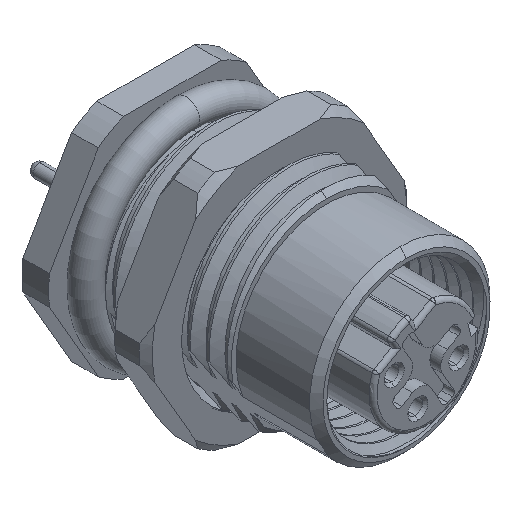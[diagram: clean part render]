
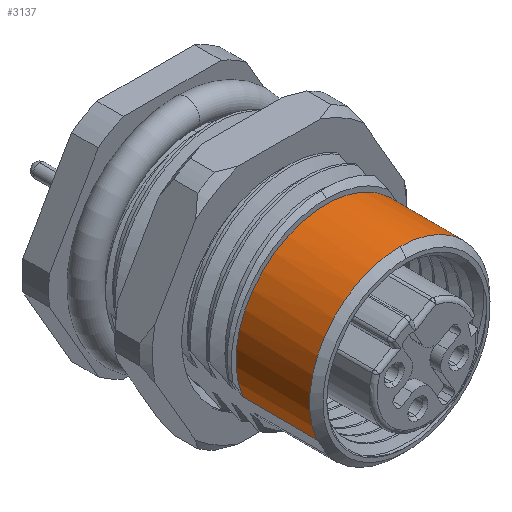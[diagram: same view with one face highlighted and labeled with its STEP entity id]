
A CAD part, isometric view. The second image highlights one B-rep face of the part: STEP entity #3137.
In plain terms, the highlighted cylindrical face has radius 6.75 mm (diameter 13.5 mm), a partial arc.
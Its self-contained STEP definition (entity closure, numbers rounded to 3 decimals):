
#1685 = ORIENTED_EDGE ( 'NONE', *, *, #5934, .T. ) ;
#2903 = VERTEX_POINT ( 'NONE', #23823 ) ;
#3137 = ADVANCED_FACE ( 'NONE', ( #13848 ), #10656, .T. ) ;
#3502 = CIRCLE ( 'NONE', #14852, 6.75 ) ;
#4966 = CARTESIAN_POINT ( 'NONE',  ( 0., -10.398, -9. ) ) ;
#5318 = DIRECTION ( 'NONE',  ( 0., 1., 0. ) ) ;
#5709 = DIRECTION ( 'NONE',  ( 0., 1., 0. ) ) ;
#5791 = ORIENTED_EDGE ( 'NONE', *, *, #11647, .T. ) ;
#5934 = EDGE_CURVE ( 'NONE', #31441, #2903, #16497, .T. ) ;
#6094 = CARTESIAN_POINT ( 'NONE',  ( 5.392, -10.398, -4.94 ) ) ;
#8176 = DIRECTION ( 'NONE',  ( 0., 0., -1. ) ) ;
#10656 = CYLINDRICAL_SURFACE ( 'NONE', #32056, 6.75 ) ;
#10719 = EDGE_CURVE ( 'NONE', #2903, #23913, #3502, .T. ) ;
#11647 = EDGE_CURVE ( 'NONE', #23913, #26859, #27996, .T. ) ;
#12148 = CARTESIAN_POINT ( 'NONE',  ( 5.392, -10.898, -4.94 ) ) ;
#12872 = DIRECTION ( 'NONE',  ( 0., 0., -1. ) ) ;
#12883 = EDGE_CURVE ( 'NONE', #26084, #31441, #27187, .T. ) ;
#13848 = FACE_OUTER_BOUND ( 'NONE', #18716, .T. ) ;
#14852 = AXIS2_PLACEMENT_3D ( 'NONE', #17071, #5709, #32930 ) ;
#16497 = CIRCLE ( 'NONE', #23300, 6.75 ) ;
#16535 = ORIENTED_EDGE ( 'NONE', *, *, #12883, .T. ) ;
#17071 = CARTESIAN_POINT ( 'NONE',  ( 0., -10.398, -9. ) ) ;
#18611 = ORIENTED_EDGE ( 'NONE', *, *, #24511, .T. ) ;
#18716 = EDGE_LOOP ( 'NONE', ( #18611, #16535, #1685, #29184, #5791 ) ) ;
#19410 = CARTESIAN_POINT ( 'NONE',  ( -6.212, -10.398, -11.64 ) ) ;
#20333 = DIRECTION ( 'NONE',  ( 0., 1., 0. ) ) ;
#21268 = AXIS2_PLACEMENT_3D ( 'NONE', #31733, #23180, #12872 ) ;
#22130 = CARTESIAN_POINT ( 'NONE',  ( 5.392, -4.898, -4.94 ) ) ;
#22290 = VECTOR ( 'NONE', #33210, 1000. ) ;
#23180 = DIRECTION ( 'NONE',  ( 0., -1., 0. ) ) ;
#23300 = AXIS2_PLACEMENT_3D ( 'NONE', #4966, #5318, #8176 ) ;
#23823 = CARTESIAN_POINT ( 'NONE',  ( 0., -10.398, -2.25 ) ) ;
#23913 = VERTEX_POINT ( 'NONE', #6094 ) ;
#24353 = DIRECTION ( 'NONE',  ( 0., -1., 0. ) ) ;
#24511 = EDGE_CURVE ( 'NONE', #26859, #26084, #33825, .T. ) ;
#24854 = CARTESIAN_POINT ( 'NONE',  ( -6.212, 4.302, -11.64 ) ) ;
#26084 = VERTEX_POINT ( 'NONE', #30716 ) ;
#26859 = VERTEX_POINT ( 'NONE', #22130 ) ;
#27187 = LINE ( 'NONE', #24854, #22290 ) ;
#27557 = CARTESIAN_POINT ( 'NONE',  ( 0., -10.898, -9. ) ) ;
#27996 = LINE ( 'NONE', #12148, #34179 ) ;
#29184 = ORIENTED_EDGE ( 'NONE', *, *, #10719, .T. ) ;
#30716 = CARTESIAN_POINT ( 'NONE',  ( -6.212, -4.898, -11.64 ) ) ;
#31441 = VERTEX_POINT ( 'NONE', #19410 ) ;
#31733 = CARTESIAN_POINT ( 'NONE',  ( 0., -4.898, -9. ) ) ;
#32056 = AXIS2_PLACEMENT_3D ( 'NONE', #27557, #24353, #32890 ) ;
#32890 = DIRECTION ( 'NONE',  ( 0., 0., -1. ) ) ;
#32930 = DIRECTION ( 'NONE',  ( 0., 0., -1. ) ) ;
#33210 = DIRECTION ( 'NONE',  ( 0., -1., 0. ) ) ;
#33825 = CIRCLE ( 'NONE', #21268, 6.75 ) ;
#34179 = VECTOR ( 'NONE', #20333, 1000. ) ;
